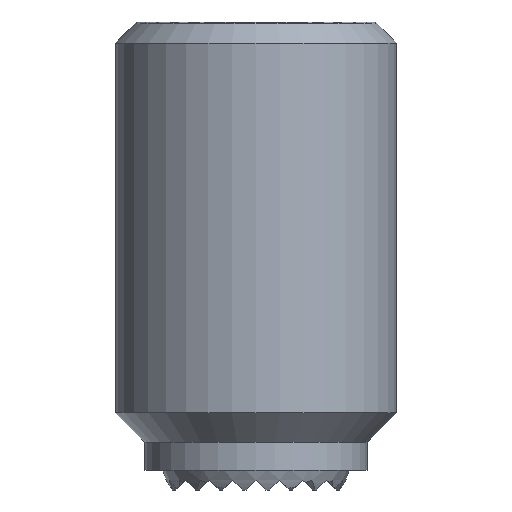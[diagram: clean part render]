
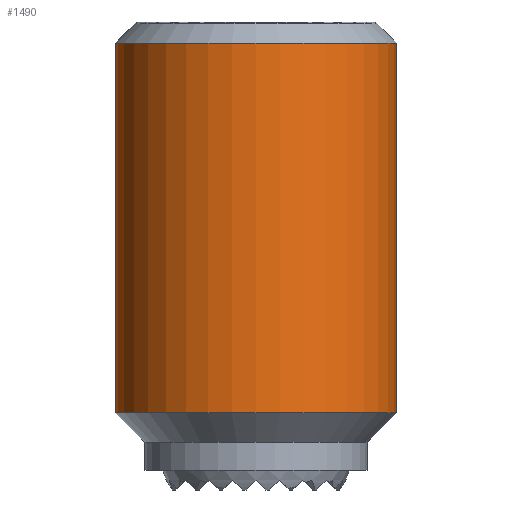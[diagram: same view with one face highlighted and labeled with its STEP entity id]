
A CAD part, front view. The second image highlights one B-rep face of the part: STEP entity #1490.
In plain terms, the highlighted cylindrical face has radius 6 mm (diameter 12 mm), a partial arc.
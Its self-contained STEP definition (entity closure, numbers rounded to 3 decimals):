
#1216=VERTEX_POINT('',#3549);
#1482=EDGE_CURVE('',#2830,#3178,#3845,.T.);
#1490=ADVANCED_FACE('',(#3853),#3854,.T.);
#1636=EDGE_CURVE('',#2830,#2736,#4014,.T.);
#2318=EDGE_CURVE('',#3178,#1216,#4789,.T.);
#2736=VERTEX_POINT('',#5257);
#2830=VERTEX_POINT('',#5361);
#2998=EDGE_CURVE('',#1216,#2736,#5550,.T.);
#3178=VERTEX_POINT('',#5746);
#3549=CARTESIAN_POINT('',(6.0,0.,-0.9));
#3845=LINE('',#6585,#6586);
#3853=FACE_OUTER_BOUND('',#6596,.T.);
#3854=CYLINDRICAL_SURFACE('',#6597,6.);
#4014=CIRCLE('',#6839,6.);
#4789=CIRCLE('',#7914,6.);
#5257=CARTESIAN_POINT('',(6.0,0.,-16.7));
#5361=CARTESIAN_POINT('',(-6.,0.,-16.7));
#5550=LINE('',#8992,#8993);
#5746=CARTESIAN_POINT('',(-6.,0.,-0.9));
#6585=CARTESIAN_POINT('',(-6.,0.,-8.8));
#6586=VECTOR('',#10176,1.0);
#6596=EDGE_LOOP('',(#10179,#10180,#10181,#10182));
#6597=AXIS2_PLACEMENT_3D('',#10183,#10184,#10185);
#6839=AXIS2_PLACEMENT_3D('',#10354,#10355,#10356);
#7914=AXIS2_PLACEMENT_3D('',#11331,#11332,#11333);
#8992=CARTESIAN_POINT('',(6.0,0.,-8.8));
#8993=VECTOR('',#12188,1.0);
#10176=DIRECTION('',(0.0,0.0,1.0));
#10179=ORIENTED_EDGE('',*,*,#1482,.F.);
#10180=ORIENTED_EDGE('',*,*,#1636,.T.);
#10181=ORIENTED_EDGE('',*,*,#2998,.F.);
#10182=ORIENTED_EDGE('',*,*,#2318,.F.);
#10183=CARTESIAN_POINT('',(0.,0.,-8.8));
#10184=DIRECTION('',(-0.0,-0.0,-1.0));
#10185=DIRECTION('',(-1.0,0.,0.0));
#10354=CARTESIAN_POINT('',(0.,0.,-16.7));
#10355=DIRECTION('',(0.0,0.0,1.0));
#10356=DIRECTION('',(-1.0,0.,0.0));
#11331=CARTESIAN_POINT('',(0.,0.,-0.9));
#11332=DIRECTION('',(0.0,0.0,1.0));
#11333=DIRECTION('',(-1.0,0.,0.0));
#12188=DIRECTION('',(-0.0,-0.0,-1.0));
